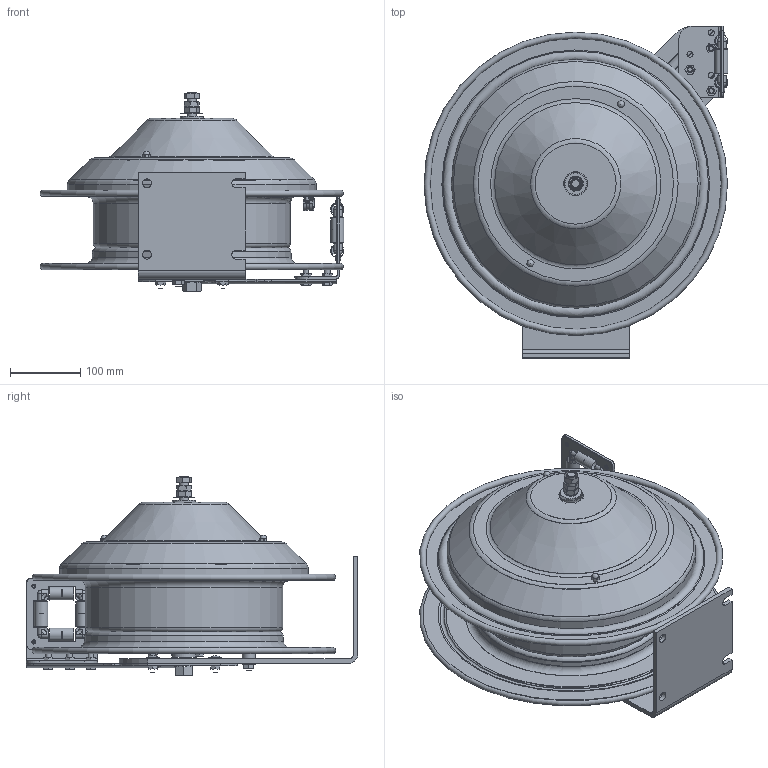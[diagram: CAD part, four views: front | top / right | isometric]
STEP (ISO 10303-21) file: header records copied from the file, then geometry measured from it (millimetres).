
FILE_DESCRIPTION(/* description */ (''),/* implementation_level */ '2;1');
FILE_NAME(/* name */ 'P-WC17-5020_SHARED.stp',/* time_stamp */ '2016-09-09T15:24:59-07:00',/* author */ ('jkusbel'),/* organization */ (''),/* preprocessor_version */ 'ST-DEVELOPER v15.6',/* originating_system */ 'Autodesk Inventor 2015',/* authorisation */ '');
FILE_SCHEMA (('AUTOMOTIVE_DESIGN { 1 0 10303 214 3 1 1 }'));
Length unit declared in the file: inch
Products named in the file (1): P-WC17-5020_SHARED
Bounding box: 432.57 x 472.4 x 284.62 mm (x, y, z)
Surface area: 1080872.5 mm2 (no closed solid volume)
Topology: 0 solids, 115 shells, 370 faces, 2619 edges, 2308 vertices
Faces by surface type: plane 220, cylinder 83, torus 36, sphere 21, cone 8, bspline 2
Full cylindrical faces by diameter (mm): 4.826 x1, 7.938 x3, 8.636 x3, 12.7 x3, 19.05 x5, 33.02 x1, 35.052 x1, 280.924 x1, 354.012 x1
Entity records: 26032 total; most frequent: CARTESIAN_POINT 8097, DIRECTION 3044, ORIENTED_EDGE 2955, EDGE_CURVE 2542, VERTEX_POINT 2296, LINE 1180, VECTOR 1180, AXIS2_PLACEMENT_3D 932
